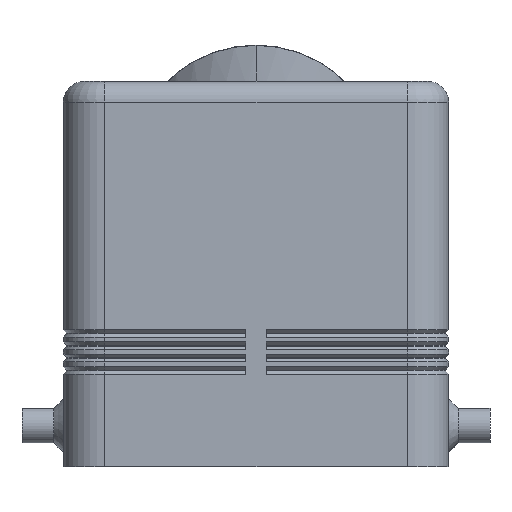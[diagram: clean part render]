
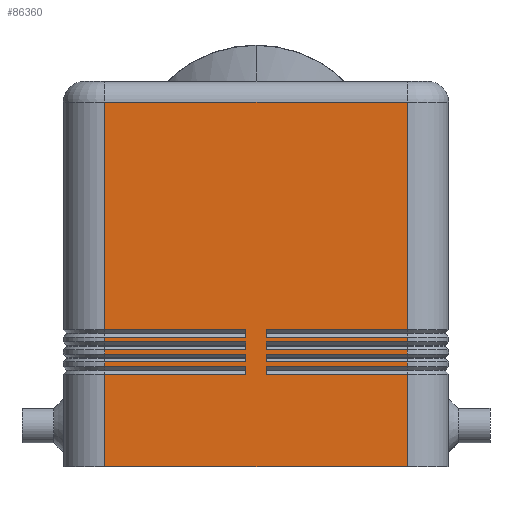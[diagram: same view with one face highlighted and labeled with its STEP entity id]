
A CAD part, left-side view. The second image highlights one B-rep face of the part: STEP entity #86360.
In plain terms, the highlighted planar face has unit normal (-1, 0, 0).
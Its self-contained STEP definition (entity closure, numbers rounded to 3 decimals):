
#3070=CARTESIAN_POINT('',(-41.,-22.,13.45));
#3080=DIRECTION('',(0.,0.,-1.));
#3090=VECTOR('',#3080,13.45);
#3100=LINE('',#3070,#3090);
#3110=CARTESIAN_POINT('',(-41.,-22.,13.45));
#3120=VERTEX_POINT('',#3110);
#3130=CARTESIAN_POINT('',(-41.,-22.,0.));
#3140=VERTEX_POINT('',#3130);
#3150=EDGE_CURVE('',#3120,#3140,#3100,.T.);
#4870=CARTESIAN_POINT('',(-41.,-22.,14.55));
#4880=VERTEX_POINT('',#4870);
#5810=CARTESIAN_POINT('',(-41.,-22.,18.85));
#5820=DIRECTION('',(0.,0.,-1.));
#5830=VECTOR('',#5820,0.7);
#5840=LINE('',#5810,#5830);
#5850=CARTESIAN_POINT('',(-41.,-22.,18.85));
#5860=VERTEX_POINT('',#5850);
#5870=CARTESIAN_POINT('',(-41.,-22.,18.15));
#5880=VERTEX_POINT('',#5870);
#5890=EDGE_CURVE('',#5860,#5880,#5840,.T.);
#6300=CARTESIAN_POINT('',(-41.,-22.,15.25));
#6310=DIRECTION('',(0.,0.,-1.));
#6320=VECTOR('',#6310,0.7);
#6330=LINE('',#6300,#6320);
#6340=CARTESIAN_POINT('',(-41.,-22.,15.25));
#6350=VERTEX_POINT('',#6340);
#6360=EDGE_CURVE('',#6350,#4880,#6330,.T.);
#8390=CARTESIAN_POINT('',(-41.,-22.,16.35));
#8400=VERTEX_POINT('',#8390);
#9230=CARTESIAN_POINT('',(-41.,-22.,17.05));
#9240=DIRECTION('',(0.,0.,-1.));
#9250=VECTOR('',#9240,0.7);
#9260=LINE('',#9230,#9250);
#9270=CARTESIAN_POINT('',(-41.,-22.,17.05));
#9280=VERTEX_POINT('',#9270);
#9290=EDGE_CURVE('',#9280,#8400,#9260,.T.);
#12880=CARTESIAN_POINT('',(-41.,-22.,19.95));
#12890=VERTEX_POINT('',#12880);
#21400=CARTESIAN_POINT('',(-41.,-1.5,17.05));
#21410=VERTEX_POINT('',#21400);
#21460=CARTESIAN_POINT('',(-41.,-1.5,18.15));
#21470=DIRECTION('',(0.,0.,-1.));
#21480=VECTOR('',#21470,1.1);
#21490=LINE('',#21460,#21480);
#21500=CARTESIAN_POINT('',(-41.,-1.5,18.15));
#21510=VERTEX_POINT('',#21500);
#21520=EDGE_CURVE('',#21510,#21410,#21490,.T.);
#25630=CARTESIAN_POINT('',(-41.,-1.5,18.85));
#25640=DIRECTION('',(0.,-1.,0.));
#25650=VECTOR('',#25640,20.5);
#25660=LINE('',#25630,#25650);
#25670=CARTESIAN_POINT('',(-41.,-1.5,18.85));
#25680=VERTEX_POINT('',#25670);
#25690=EDGE_CURVE('',#25680,#5860,#25660,.T.);
#26050=CARTESIAN_POINT('',(-41.,-1.5,15.25));
#26060=VERTEX_POINT('',#26050);
#26110=CARTESIAN_POINT('',(-41.,-1.5,16.35));
#26120=DIRECTION('',(0.,0.,-1.));
#26130=VECTOR('',#26120,1.1);
#26140=LINE('',#26110,#26130);
#26150=CARTESIAN_POINT('',(-41.,-1.5,16.35));
#26160=VERTEX_POINT('',#26150);
#26170=EDGE_CURVE('',#26160,#26060,#26140,.T.);
#26860=CARTESIAN_POINT('',(-41.,-22.,18.15));
#26870=DIRECTION('',(0.,1.,0.));
#26880=VECTOR('',#26870,20.5);
#26890=LINE('',#26860,#26880);
#26900=EDGE_CURVE('',#5880,#21510,#26890,.T.);
#28860=CARTESIAN_POINT('',(-41.,-1.5,15.25));
#28870=DIRECTION('',(0.,-1.,0.));
#28880=VECTOR('',#28870,20.5);
#28890=LINE('',#28860,#28880);
#28900=EDGE_CURVE('',#26060,#6350,#28890,.T.);
#33060=CARTESIAN_POINT('',(-41.,-1.5,14.55));
#33070=VERTEX_POINT('',#33060);
#33100=CARTESIAN_POINT('',(-41.,-22.,14.55));
#33110=DIRECTION('',(0.,1.,0.));
#33120=VECTOR('',#33110,20.5);
#33130=LINE('',#33100,#33120);
#33140=EDGE_CURVE('',#4880,#33070,#33130,.T.);
#33750=CARTESIAN_POINT('',(-41.,22.,53.));
#33760=VERTEX_POINT('',#33750);
#33940=CARTESIAN_POINT('',(-41.,-22.,53.));
#33950=VERTEX_POINT('',#33940);
#33980=CARTESIAN_POINT('',(-41.,22.,53.));
#33990=DIRECTION('',(0.,-1.,0.));
#34000=VECTOR('',#33990,44.);
#34010=LINE('',#33980,#34000);
#34020=EDGE_CURVE('',#33760,#33950,#34010,.T.);
#35370=CARTESIAN_POINT('',(-41.,-22.,16.35));
#35380=DIRECTION('',(0.,1.,0.));
#35390=VECTOR('',#35380,20.5);
#35400=LINE('',#35370,#35390);
#35410=EDGE_CURVE('',#8400,#26160,#35400,.T.);
#35590=CARTESIAN_POINT('',(-41.,-1.5,17.05));
#35600=DIRECTION('',(0.,-1.,0.));
#35610=VECTOR('',#35600,20.5);
#35620=LINE('',#35590,#35610);
#35630=EDGE_CURVE('',#21410,#9280,#35620,.T.);
#37110=CARTESIAN_POINT('',(-41.,22.,19.95));
#37120=VERTEX_POINT('',#37110);
#37170=CARTESIAN_POINT('',(-41.,22.,19.95));
#37180=DIRECTION('',(0.,-1.,0.));
#37190=VECTOR('',#37180,20.5);
#37200=LINE('',#37170,#37190);
#37210=CARTESIAN_POINT('',(-41.,1.5,19.95));
#37220=VERTEX_POINT('',#37210);
#37230=EDGE_CURVE('',#37120,#37220,#37200,.T.);
#37540=CARTESIAN_POINT('',(-41.,-1.5,13.45));
#37550=DIRECTION('',(0.,-1.,0.));
#37560=VECTOR('',#37550,20.5);
#37570=LINE('',#37540,#37560);
#37580=CARTESIAN_POINT('',(-41.,-1.5,13.45));
#37590=VERTEX_POINT('',#37580);
#37600=EDGE_CURVE('',#37590,#3120,#37570,.T.);
#42680=CARTESIAN_POINT('',(-41.,-1.5,19.95));
#42690=DIRECTION('',(0.,0.,-1.));
#42700=VECTOR('',#42690,1.1);
#42710=LINE('',#42680,#42700);
#42720=CARTESIAN_POINT('',(-41.,-1.5,19.95));
#42730=VERTEX_POINT('',#42720);
#42740=EDGE_CURVE('',#42730,#25680,#42710,.T.);
#46880=CARTESIAN_POINT('',(-41.,-22.,19.95));
#46890=DIRECTION('',(0.,1.,0.));
#46900=VECTOR('',#46890,20.5);
#46910=LINE('',#46880,#46900);
#46920=EDGE_CURVE('',#12890,#42730,#46910,.T.);
#47290=CARTESIAN_POINT('',(-41.,-22.,53.));
#47300=DIRECTION('',(0.,0.,-1.));
#47310=VECTOR('',#47300,33.05);
#47320=LINE('',#47290,#47310);
#47330=EDGE_CURVE('',#33950,#12890,#47320,.T.);
#51130=CARTESIAN_POINT('',(-41.,22.,14.55));
#51140=VERTEX_POINT('',#51130);
#51300=CARTESIAN_POINT('',(-41.,22.,15.25));
#51310=VERTEX_POINT('',#51300);
#51340=CARTESIAN_POINT('',(-41.,22.,15.25));
#51350=DIRECTION('',(0.,0.,-1.));
#51360=VECTOR('',#51350,0.7);
#51370=LINE('',#51340,#51360);
#51380=EDGE_CURVE('',#51310,#51140,#51370,.T.);
#52410=CARTESIAN_POINT('',(-41.,22.,16.35));
#52420=VERTEX_POINT('',#52410);
#52470=CARTESIAN_POINT('',(-41.,22.,16.35));
#52480=DIRECTION('',(0.,-1.,0.));
#52490=VECTOR('',#52480,20.5);
#52500=LINE('',#52470,#52490);
#52510=CARTESIAN_POINT('',(-41.,1.5,16.35));
#52520=VERTEX_POINT('',#52510);
#52530=EDGE_CURVE('',#52420,#52520,#52500,.T.);
#52930=CARTESIAN_POINT('',(-41.,1.5,19.95));
#52940=DIRECTION('',(0.,0.,-1.));
#52950=VECTOR('',#52940,1.1);
#52960=LINE('',#52930,#52950);
#52970=CARTESIAN_POINT('',(-41.,1.5,18.85));
#52980=VERTEX_POINT('',#52970);
#52990=EDGE_CURVE('',#37220,#52980,#52960,.T.);
#63850=CARTESIAN_POINT('',(-41.,22.,17.05));
#63860=VERTEX_POINT('',#63850);
#64010=CARTESIAN_POINT('',(-41.,1.5,17.05));
#64020=VERTEX_POINT('',#64010);
#64050=CARTESIAN_POINT('',(-41.,1.5,17.05));
#64060=DIRECTION('',(0.,1.,0.));
#64070=VECTOR('',#64060,20.5);
#64080=LINE('',#64050,#64070);
#64090=EDGE_CURVE('',#64020,#63860,#64080,.T.);
#68680=CARTESIAN_POINT('',(-41.,22.,13.45));
#68690=VERTEX_POINT('',#68680);
#68840=CARTESIAN_POINT('',(-41.,1.5,13.45));
#68850=VERTEX_POINT('',#68840);
#68880=CARTESIAN_POINT('',(-41.,1.5,13.45));
#68890=DIRECTION('',(0.,1.,0.));
#68900=VECTOR('',#68890,20.5);
#68910=LINE('',#68880,#68900);
#68920=EDGE_CURVE('',#68850,#68690,#68910,.T.);
#71490=CARTESIAN_POINT('',(-41.,22.,53.));
#71500=DIRECTION('',(0.,0.,-1.));
#71510=VECTOR('',#71500,33.05);
#71520=LINE('',#71490,#71510);
#71530=EDGE_CURVE('',#33760,#37120,#71520,.T.);
#76430=CARTESIAN_POINT('',(-41.,22.,0.));
#76440=VERTEX_POINT('',#76430);
#76470=CARTESIAN_POINT('',(-41.,-22.,0.));
#76480=DIRECTION('',(0.,1.,0.));
#76490=VECTOR('',#76480,44.);
#76500=LINE('',#76470,#76490);
#76510=EDGE_CURVE('',#3140,#76440,#76500,.T.);
#76730=CARTESIAN_POINT('',(-41.,22.,18.85));
#76740=VERTEX_POINT('',#76730);
#80880=CARTESIAN_POINT('',(-41.,-1.5,14.55));
#80890=DIRECTION('',(0.,0.,-1.));
#80900=VECTOR('',#80890,1.1);
#80910=LINE('',#80880,#80900);
#80920=EDGE_CURVE('',#33070,#37590,#80910,.T.);
#85350=CARTESIAN_POINT('',(-41.,-28.,0.));
#85360=DIRECTION('',(-1.,0.,0.));
#85370=DIRECTION('',(0.,0.,1.));
#85380=AXIS2_PLACEMENT_3D('',#85350,#85360,#85370);
#85390=PLANE('',#85380);
#85400=ORIENTED_EDGE('',*,*,#47330,.F.);
#85410=ORIENTED_EDGE('',*,*,#46920,.F.);
#85420=ORIENTED_EDGE('',*,*,#42740,.F.);
#85430=ORIENTED_EDGE('',*,*,#25690,.F.);
#85440=ORIENTED_EDGE('',*,*,#5890,.F.);
#85450=ORIENTED_EDGE('',*,*,#26900,.F.);
#85460=ORIENTED_EDGE('',*,*,#21520,.F.);
#85470=ORIENTED_EDGE('',*,*,#35630,.F.);
#85480=ORIENTED_EDGE('',*,*,#9290,.F.);
#85490=ORIENTED_EDGE('',*,*,#35410,.F.);
#85500=ORIENTED_EDGE('',*,*,#26170,.F.);
#85510=ORIENTED_EDGE('',*,*,#28900,.F.);
#85520=ORIENTED_EDGE('',*,*,#6360,.F.);
#85530=ORIENTED_EDGE('',*,*,#33140,.F.);
#85540=ORIENTED_EDGE('',*,*,#80920,.F.);
#85550=ORIENTED_EDGE('',*,*,#37600,.F.);
#85560=ORIENTED_EDGE('',*,*,#3150,.F.);
#85570=ORIENTED_EDGE('',*,*,#76510,.F.);
#85580=CARTESIAN_POINT('',(-41.,22.,13.45));
#85590=DIRECTION('',(0.,0.,-1.));
#85600=VECTOR('',#85590,13.45);
#85610=LINE('',#85580,#85600);
#85620=EDGE_CURVE('',#68690,#76440,#85610,.T.);
#85630=ORIENTED_EDGE('',*,*,#85620,.T.);
#85640=ORIENTED_EDGE('',*,*,#68920,.T.);
#85650=CARTESIAN_POINT('',(-41.,1.5,14.55));
#85660=DIRECTION('',(0.,0.,-1.));
#85670=VECTOR('',#85660,1.1);
#85680=LINE('',#85650,#85670);
#85690=CARTESIAN_POINT('',(-41.,1.5,14.55));
#85700=VERTEX_POINT('',#85690);
#85710=EDGE_CURVE('',#85700,#68850,#85680,.T.);
#85720=ORIENTED_EDGE('',*,*,#85710,.T.);
#85730=CARTESIAN_POINT('',(-41.,22.,14.55));
#85740=DIRECTION('',(0.,-1.,0.));
#85750=VECTOR('',#85740,20.5);
#85760=LINE('',#85730,#85750);
#85770=EDGE_CURVE('',#51140,#85700,#85760,.T.);
#85780=ORIENTED_EDGE('',*,*,#85770,.T.);
#85790=ORIENTED_EDGE('',*,*,#51380,.T.);
#85800=CARTESIAN_POINT('',(-41.,1.5,15.25));
#85810=DIRECTION('',(0.,1.,0.));
#85820=VECTOR('',#85810,20.5);
#85830=LINE('',#85800,#85820);
#85840=CARTESIAN_POINT('',(-41.,1.5,15.25));
#85850=VERTEX_POINT('',#85840);
#85860=EDGE_CURVE('',#85850,#51310,#85830,.T.);
#85870=ORIENTED_EDGE('',*,*,#85860,.T.);
#85880=CARTESIAN_POINT('',(-41.,1.5,16.35));
#85890=DIRECTION('',(0.,0.,-1.));
#85900=VECTOR('',#85890,1.1);
#85910=LINE('',#85880,#85900);
#85920=EDGE_CURVE('',#52520,#85850,#85910,.T.);
#85930=ORIENTED_EDGE('',*,*,#85920,.T.);
#85940=ORIENTED_EDGE('',*,*,#52530,.T.);
#85950=CARTESIAN_POINT('',(-41.,22.,17.05));
#85960=DIRECTION('',(0.,0.,-1.));
#85970=VECTOR('',#85960,0.7);
#85980=LINE('',#85950,#85970);
#85990=EDGE_CURVE('',#63860,#52420,#85980,.T.);
#86000=ORIENTED_EDGE('',*,*,#85990,.T.);
#86010=ORIENTED_EDGE('',*,*,#64090,.T.);
#86020=CARTESIAN_POINT('',(-41.,1.5,18.15));
#86030=DIRECTION('',(0.,0.,-1.));
#86040=VECTOR('',#86030,1.1);
#86050=LINE('',#86020,#86040);
#86060=CARTESIAN_POINT('',(-41.,1.5,18.15));
#86070=VERTEX_POINT('',#86060);
#86080=EDGE_CURVE('',#86070,#64020,#86050,.T.);
#86090=ORIENTED_EDGE('',*,*,#86080,.T.);
#86100=CARTESIAN_POINT('',(-41.,22.,18.15));
#86110=DIRECTION('',(0.,-1.,0.));
#86120=VECTOR('',#86110,20.5);
#86130=LINE('',#86100,#86120);
#86140=CARTESIAN_POINT('',(-41.,22.,18.15));
#86150=VERTEX_POINT('',#86140);
#86160=EDGE_CURVE('',#86150,#86070,#86130,.T.);
#86170=ORIENTED_EDGE('',*,*,#86160,.T.);
#86180=CARTESIAN_POINT('',(-41.,22.,18.85));
#86190=DIRECTION('',(0.,0.,-1.));
#86200=VECTOR('',#86190,0.7);
#86210=LINE('',#86180,#86200);
#86220=EDGE_CURVE('',#76740,#86150,#86210,.T.);
#86230=ORIENTED_EDGE('',*,*,#86220,.T.);
#86240=CARTESIAN_POINT('',(-41.,1.5,18.85));
#86250=DIRECTION('',(0.,1.,0.));
#86260=VECTOR('',#86250,20.5);
#86270=LINE('',#86240,#86260);
#86280=EDGE_CURVE('',#52980,#76740,#86270,.T.);
#86290=ORIENTED_EDGE('',*,*,#86280,.T.);
#86300=ORIENTED_EDGE('',*,*,#52990,.T.);
#86310=ORIENTED_EDGE('',*,*,#37230,.T.);
#86320=ORIENTED_EDGE('',*,*,#71530,.T.);
#86330=ORIENTED_EDGE('',*,*,#34020,.F.);
#86340=EDGE_LOOP('',(#86330,#86320,#86310,#86300,#86290,#86230,#86170,
#86090,#86010,#86000,#85940,#85930,#85870,#85790,#85780,#85720,#85640,
#85630,#85570,#85560,#85550,#85540,#85530,#85520,#85510,#85500,#85490,
#85480,#85470,#85460,#85450,#85440,#85430,#85420,#85410,#85400));
#86350=FACE_OUTER_BOUND('',#86340,.T.);
#86360=ADVANCED_FACE('',(#86350),#85390,.T.);
